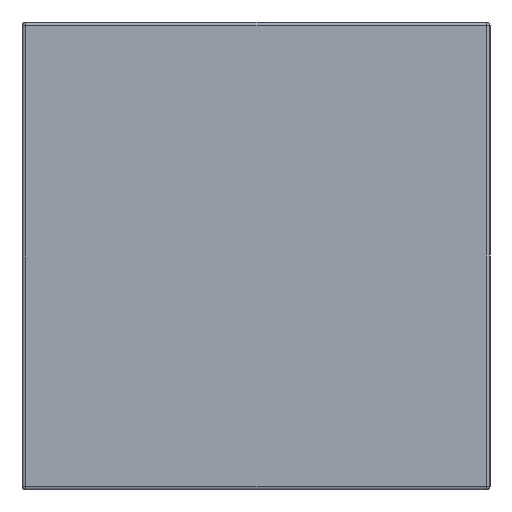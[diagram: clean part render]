
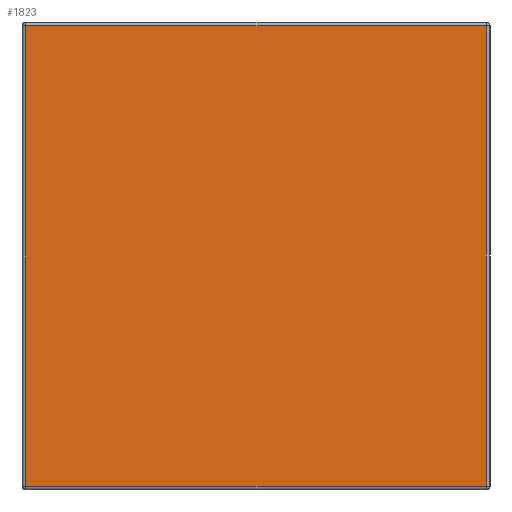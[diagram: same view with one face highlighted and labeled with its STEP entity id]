
A CAD part, left-side view. The second image highlights one B-rep face of the part: STEP entity #1823.
In plain terms, the highlighted planar face has unit normal (-1, 0, 0).
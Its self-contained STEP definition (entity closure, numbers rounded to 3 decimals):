
#143 = EDGE_CURVE ( 'NONE', #1673, #971, #540, .T. ) ;
#146 = CARTESIAN_POINT ( 'NONE',  ( 0., 0.01, -1.24 ) ) ;
#264 = EDGE_LOOP ( 'NONE', ( #1933, #1086, #1392, #1527 ) ) ;
#365 = AXIS2_PLACEMENT_3D ( 'NONE', #1470, #556, #1625 ) ;
#400 = EDGE_CURVE ( 'NONE', #971, #542, #1958, .T. ) ;
#411 = VECTOR ( 'NONE', #774, 1000. ) ;
#413 = EDGE_CURVE ( 'NONE', #945, #1673, #1909, .T. ) ;
#476 = CARTESIAN_POINT ( 'NONE',  ( 0., 1.24, -1.24 ) ) ;
#540 = LINE ( 'NONE', #1543, #1658 ) ;
#542 = VERTEX_POINT ( 'NONE', #1364 ) ;
#556 = DIRECTION ( 'NONE',  ( 1., 0., 0. ) ) ;
#688 = VECTOR ( 'NONE', #1966, 1000. ) ;
#730 = DIRECTION ( 'NONE',  ( 0., 0., 1. ) ) ;
#774 = DIRECTION ( 'NONE',  ( 0., -1., 0. ) ) ;
#945 = VERTEX_POINT ( 'NONE', #999 ) ;
#971 = VERTEX_POINT ( 'NONE', #476 ) ;
#999 = CARTESIAN_POINT ( 'NONE',  ( 0., 0.01, -0.01 ) ) ;
#1070 = DIRECTION ( 'NONE',  ( 0., 1., 0. ) ) ;
#1086 = ORIENTED_EDGE ( 'NONE', *, *, #400, .F. ) ;
#1143 = VECTOR ( 'NONE', #730, 1000. ) ;
#1194 = FACE_OUTER_BOUND ( 'NONE', #264, .T. ) ;
#1224 = LINE ( 'NONE', #1686, #411 ) ;
#1364 = CARTESIAN_POINT ( 'NONE',  ( 0., 1.24, -0.01 ) ) ;
#1392 = ORIENTED_EDGE ( 'NONE', *, *, #143, .F. ) ;
#1460 = PLANE ( 'NONE',  #365 ) ;
#1470 = CARTESIAN_POINT ( 'NONE',  ( 0., 1.25, 0. ) ) ;
#1498 = CARTESIAN_POINT ( 'NONE',  ( 0., 1.24, 0. ) ) ;
#1527 = ORIENTED_EDGE ( 'NONE', *, *, #413, .F. ) ;
#1543 = CARTESIAN_POINT ( 'NONE',  ( 0., 1.25, -1.24 ) ) ;
#1625 = DIRECTION ( 'NONE',  ( 0., 0., -1. ) ) ;
#1658 = VECTOR ( 'NONE', #1070, 1000. ) ;
#1673 = VERTEX_POINT ( 'NONE', #146 ) ;
#1682 = EDGE_CURVE ( 'NONE', #542, #945, #1224, .T. ) ;
#1686 = CARTESIAN_POINT ( 'NONE',  ( 0., 1.25, -0.01 ) ) ;
#1823 = ADVANCED_FACE ( 'NONE', ( #1194 ), #1460, .F. ) ;
#1909 = LINE ( 'NONE', #1956, #688 ) ;
#1933 = ORIENTED_EDGE ( 'NONE', *, *, #1682, .F. ) ;
#1956 = CARTESIAN_POINT ( 'NONE',  ( 0., 0.01, 0. ) ) ;
#1958 = LINE ( 'NONE', #1498, #1143 ) ;
#1966 = DIRECTION ( 'NONE',  ( 0., 0., -1. ) ) ;
